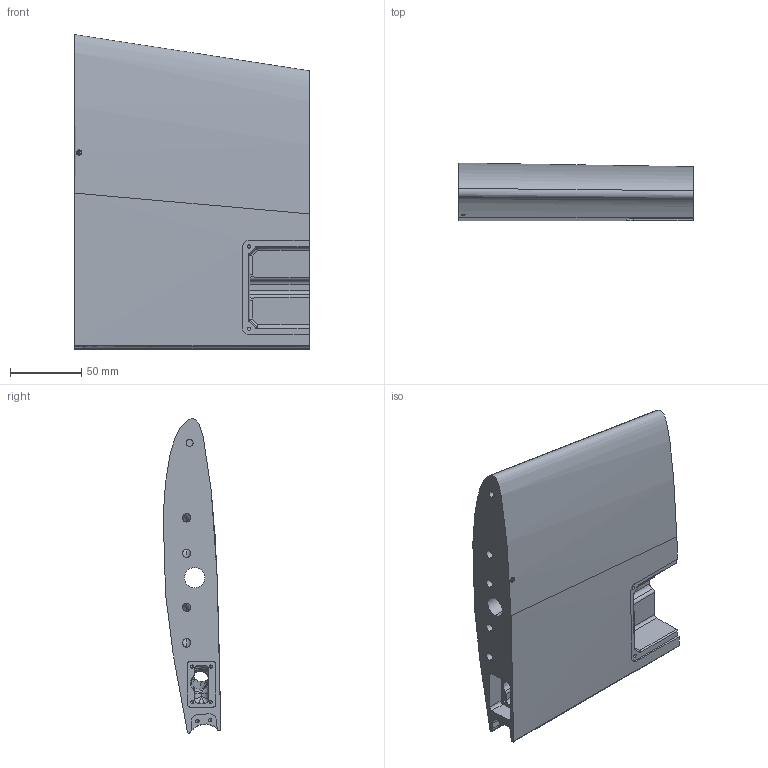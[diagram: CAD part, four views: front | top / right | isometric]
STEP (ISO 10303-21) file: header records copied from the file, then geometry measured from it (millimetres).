
FILE_DESCRIPTION (( 'STEP AP214' ), '1' );
FILE_NAME ('EXPLORA_VTOL_WING_L1.STEP', '2022-10-24T08:48:25', ( '' ), ( '' ), 'SwSTEP 2.0', 'SolidWorks 2021', '' );
FILE_SCHEMA (( 'AUTOMOTIVE_DESIGN' ));
Length unit declared in the file: millimetre
Products named in the file (1): EXPLORA_VTOL_WING_L1
Bounding box: 165 x 40.56 x 221.48 mm (x, y, z)
Volume: 903975.8 mm3; surface area: 106607.9 mm2
Topology: 1 solids, 1 shells, 189 faces, 478 edges, 271 vertices
Faces by surface type: cylinder 72, bspline 59, plane 36, cone 14, torus 8
Entity records: 10972 total; most frequent: CARTESIAN_POINT 7029, ORIENTED_EDGE 892, DIRECTION 701, EDGE_CURVE 446, AXIS2_PLACEMENT_3D 274, VERTEX_POINT 271, EDGE_LOOP 209, FACE_OUTER_BOUND 189
